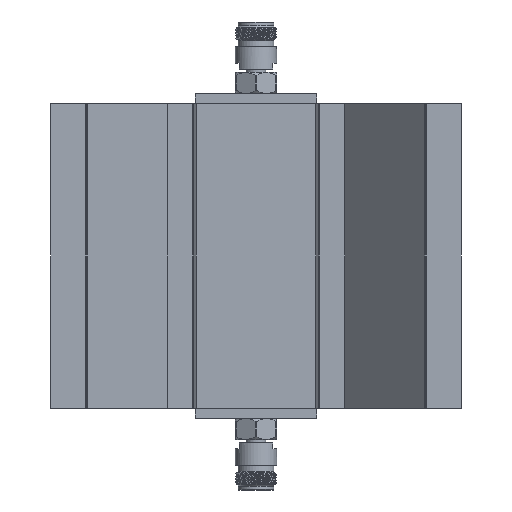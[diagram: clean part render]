
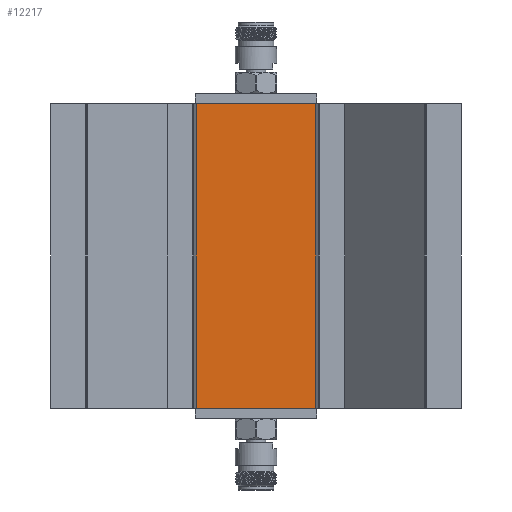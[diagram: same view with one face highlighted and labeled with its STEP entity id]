
A CAD part, front view. The second image highlights one B-rep face of the part: STEP entity #12217.
In plain terms, the highlighted planar face has unit normal (0, -1, 0).
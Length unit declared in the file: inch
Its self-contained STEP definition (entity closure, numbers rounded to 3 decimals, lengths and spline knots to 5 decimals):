
#209 = VERTEX_POINT ( 'NONE', #27822 ) ;
#353 = DIRECTION ( 'NONE',  ( 0., 0., -1. ) ) ;
#1557 = EDGE_CURVE ( 'NONE', #26364, #14067, #23765, .T. ) ;
#4940 = EDGE_CURVE ( 'NONE', #5455, #26364, #10846, .T. ) ;
#5455 = VERTEX_POINT ( 'NONE', #5727 ) ;
#5727 = CARTESIAN_POINT ( 'NONE',  ( 2.19987, 3.5498, 2.3 ) ) ;
#5859 = AXIS2_PLACEMENT_3D ( 'NONE', #14023, #11853, #7210 ) ;
#6707 = FACE_OUTER_BOUND ( 'NONE', #10371, .T. ) ;
#7210 = DIRECTION ( 'NONE',  ( 0., 0., -1. ) ) ;
#7436 = DIRECTION ( 'NONE',  ( 1., 0., 0. ) ) ;
#9926 = LINE ( 'NONE', #11282, #25821 ) ;
#10147 = EDGE_CURVE ( 'NONE', #209, #14067, #9926, .T. ) ;
#10176 = EDGE_CURVE ( 'NONE', #5455, #209, #16950, .T. ) ;
#10371 = EDGE_LOOP ( 'NONE', ( #24103, #19298, #20731, #18260 ) ) ;
#10846 = LINE ( 'NONE', #21006, #15773 ) ;
#11282 = CARTESIAN_POINT ( 'NONE',  ( 2.19987, 3.5498, -2.3 ) ) ;
#11853 = DIRECTION ( 'NONE',  ( 0., 1., 0. ) ) ;
#12217 = ADVANCED_FACE ( 'NONE', ( #6707 ), #13929, .F. ) ;
#13836 = DIRECTION ( 'NONE',  ( 1., 0., 0. ) ) ;
#13929 = PLANE ( 'NONE',  #5859 ) ;
#14023 = CARTESIAN_POINT ( 'NONE',  ( 2.19987, 3.5498, 2.3 ) ) ;
#14067 = VERTEX_POINT ( 'NONE', #27306 ) ;
#15773 = VECTOR ( 'NONE', #7436, 39.37008 ) ;
#16950 = LINE ( 'NONE', #27126, #18356 ) ;
#17616 = CARTESIAN_POINT ( 'NONE',  ( 3.9998, 3.5498, 2.3 ) ) ;
#18260 = ORIENTED_EDGE ( 'NONE', *, *, #10176, .T. ) ;
#18356 = VECTOR ( 'NONE', #353, 39.37008 ) ;
#19298 = ORIENTED_EDGE ( 'NONE', *, *, #1557, .F. ) ;
#19445 = CARTESIAN_POINT ( 'NONE',  ( 3.9998, 3.5498, 2.3 ) ) ;
#20731 = ORIENTED_EDGE ( 'NONE', *, *, #4940, .F. ) ;
#21006 = CARTESIAN_POINT ( 'NONE',  ( 2.19987, 3.5498, 2.3 ) ) ;
#21516 = DIRECTION ( 'NONE',  ( 0., 0., -1. ) ) ;
#23765 = LINE ( 'NONE', #19445, #25510 ) ;
#24103 = ORIENTED_EDGE ( 'NONE', *, *, #10147, .T. ) ;
#25510 = VECTOR ( 'NONE', #21516, 39.37008 ) ;
#25821 = VECTOR ( 'NONE', #13836, 39.37008 ) ;
#26364 = VERTEX_POINT ( 'NONE', #17616 ) ;
#27126 = CARTESIAN_POINT ( 'NONE',  ( 2.19987, 3.5498, 2.3 ) ) ;
#27306 = CARTESIAN_POINT ( 'NONE',  ( 3.9998, 3.5498, -2.3 ) ) ;
#27822 = CARTESIAN_POINT ( 'NONE',  ( 2.19987, 3.5498, -2.3 ) ) ;
